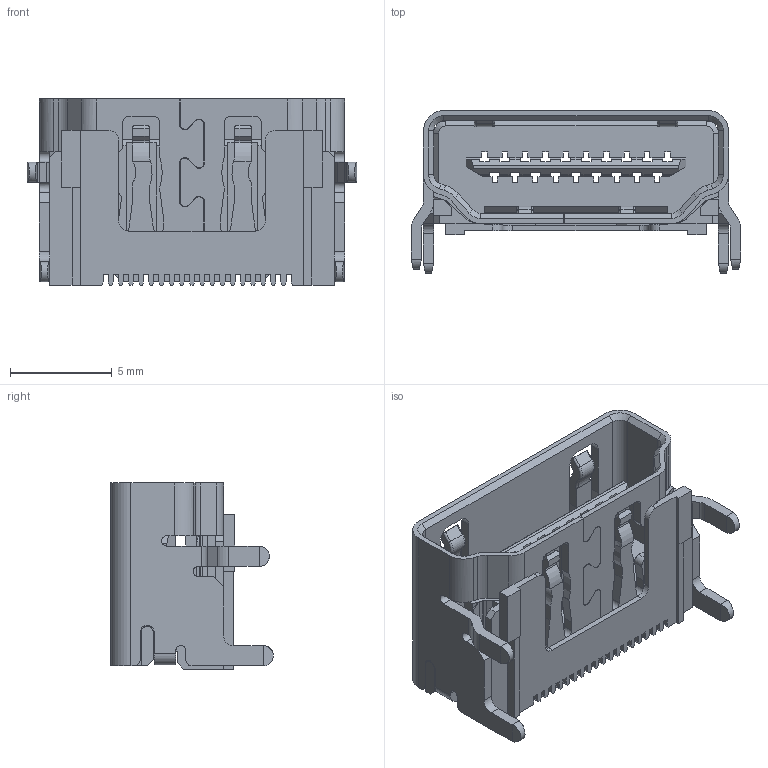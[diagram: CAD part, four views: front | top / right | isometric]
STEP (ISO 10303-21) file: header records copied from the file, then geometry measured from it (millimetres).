
FILE_DESCRIPTION (( 'STEP AP214' ), '1' );
FILE_NAME ('10029449-001RLF.step', '2023-04-13T18:49:19', ( '' ), ( '' ), 'SwSTEP 2.0', 'SolidWorks 2021', '' );
FILE_SCHEMA (( 'AUTOMOTIVE_DESIGN' ));
Length unit declared in the file: millimetre
Products named in the file (1): 10029449-001RLF
Bounding box: 16.2 x 8 x 9.15 mm (x, y, z)
Volume: 314.2 mm3; surface area: 1307.3 mm2
Topology: 2 solids, 2 shells, 1040 faces, 2964 edges, 1902 vertices
Faces by surface type: plane 842, cylinder 166, torus 16, cone 12, bspline 4
Entity records: 33721 total; most frequent: CARTESIAN_POINT 6380, ORIENTED_EDGE 5928, DIRECTION 5364, EDGE_CURVE 2964, VECTOR 2556, LINE 2556, VERTEX_POINT 1902, AXIS2_PLACEMENT_3D 1404
